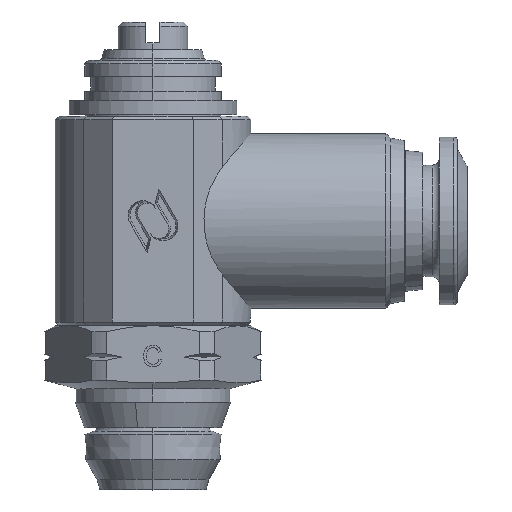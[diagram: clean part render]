
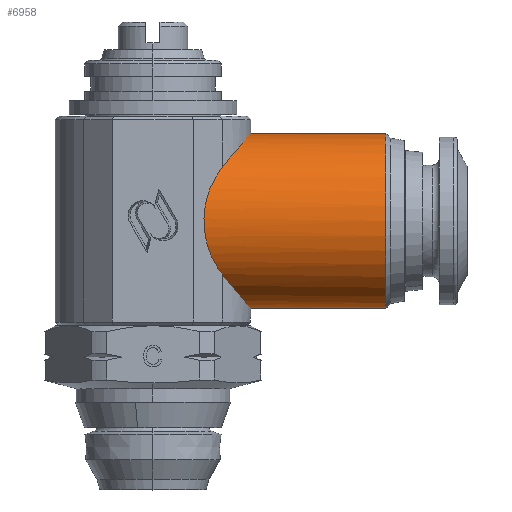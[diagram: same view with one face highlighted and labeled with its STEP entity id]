
A CAD part, top view. The second image highlights one B-rep face of the part: STEP entity #6958.
In plain terms, the highlighted cylindrical face has radius 6.25 mm (diameter 12.5 mm), a partial arc.
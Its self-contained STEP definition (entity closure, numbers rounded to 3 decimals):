
#885 = CIRCLE ( 'NONE', #3797, 6.25 ) ;
#896 = LINE ( 'NONE', #4834, #908 ) ;
#905 = LINE ( 'NONE', #4807, #907 ) ;
#907 = VECTOR ( 'NONE', #4790, 1000. ) ;
#908 = VECTOR ( 'NONE', #4829, 1000. ) ;
#1046 = FACE_OUTER_BOUND ( 'NONE', #6036, .T. ) ;
#1054 = CYLINDRICAL_SURFACE ( 'NONE', #1154, 6.25 ) ;
#1154 = AXIS2_PLACEMENT_3D ( 'NONE', #8211, #8212, #8220 ) ;
#1410 = EDGE_CURVE ( 'NONE', #6181, #6183, #885, .T. ) ;
#1423 = EDGE_CURVE ( 'NONE', #6183, #6178, #896, .T. ) ;
#1424 = EDGE_CURVE ( 'NONE', #6178, #6179, #3371, .T. ) ;
#1425 = EDGE_CURVE ( 'NONE', #6179, #6197, #3386, .T. ) ;
#1426 = EDGE_CURVE ( 'NONE', #6197, #6200, #3375, .T. ) ;
#1427 = EDGE_CURVE ( 'NONE', #6181, #6200, #905, .T. ) ;
#1913 = ORIENTED_EDGE ( 'NONE', *, *, #1410, .T. ) ;
#1914 = ORIENTED_EDGE ( 'NONE', *, *, #1423, .T. ) ;
#1915 = ORIENTED_EDGE ( 'NONE', *, *, #1424, .T. ) ;
#1916 = ORIENTED_EDGE ( 'NONE', *, *, #1425, .T. ) ;
#1917 = ORIENTED_EDGE ( 'NONE', *, *, #1426, .T. ) ;
#1918 = ORIENTED_EDGE ( 'NONE', *, *, #1427, .F. ) ;
#3371 = B_SPLINE_CURVE_WITH_KNOTS ( 'NONE', 3,
 ( #4827, #4830, #4835, #4825, #4824, #4823, #4821, #4820, #4819, #4818, #4817, #4816, #4815, #4814, #4813, #4812 ),
 .UNSPECIFIED., .F., .F.,
 ( 4, 2, 2, 2, 2, 2, 2, 4 ),
 ( 0.021, 0.022, 0.023, 0.024, 0.024, 0.025, 0.026, 0.027 ),
 .UNSPECIFIED. ) ;
#3375 = B_SPLINE_CURVE_WITH_KNOTS ( 'NONE', 3,
 ( #4811, #4810, #4806, #4805, #4804, #4803, #4802, #4801, #4800, #4799, #4798, #4797, #4795, #4794, #4793, #4792 ),
 .UNSPECIFIED., .F., .F.,
 ( 4, 2, 2, 2, 2, 2, 2, 4 ),
 ( 0.036, 0.037, 0.038, 0.039, 0.04, 0.041, 0.042, 0.043 ),
 .UNSPECIFIED. ) ;
#3386 =( BOUNDED_CURVE ( )  B_SPLINE_CURVE ( 3, ( #4828, #4826, #4809, #4808 ),
 .UNSPECIFIED., .F., .F. ) 
 B_SPLINE_CURVE_WITH_KNOTS ( ( 4, 4 ),
 ( 5.626, 6.94 ),
 .UNSPECIFIED. ) 
 CURVE ( )  GEOMETRIC_REPRESENTATION_ITEM ( )  RATIONAL_B_SPLINE_CURVE ( ( 1., 0.861, 0.861, 1. ) ) 
 REPRESENTATION_ITEM ( '' )  );
#3797 = AXIS2_PLACEMENT_3D ( 'NONE', #4863, #4862, #4861 ) ;
#4790 = DIRECTION ( 'NONE',  ( -1., 0., 0. ) ) ;
#4792 = CARTESIAN_POINT ( 'NONE',  ( 7., 13.01, 0. ) ) ;
#4793 = CARTESIAN_POINT ( 'NONE',  ( 7., 13.01, 0.259 ) ) ;
#4794 = CARTESIAN_POINT ( 'NONE',  ( 6.986, 13.026, 0.516 ) ) ;
#4795 = CARTESIAN_POINT ( 'NONE',  ( 6.929, 13.089, 1.024 ) ) ;
#4797 = CARTESIAN_POINT ( 'NONE',  ( 6.887, 13.137, 1.276 ) ) ;
#4798 = CARTESIAN_POINT ( 'NONE',  ( 6.779, 13.258, 1.761 ) ) ;
#4799 = CARTESIAN_POINT ( 'NONE',  ( 6.714, 13.332, 1.997 ) ) ;
#4800 = CARTESIAN_POINT ( 'NONE',  ( 6.56, 13.506, 2.453 ) ) ;
#4801 = CARTESIAN_POINT ( 'NONE',  ( 6.472, 13.607, 2.676 ) ) ;
#4802 = CARTESIAN_POINT ( 'NONE',  ( 6.186, 13.937, 3.31 ) ) ;
#4803 = CARTESIAN_POINT ( 'NONE',  ( 5.964, 14.195, 3.689 ) ) ;
#4804 = CARTESIAN_POINT ( 'NONE',  ( 5.599, 14.632, 4.207 ) ) ;
#4805 = CARTESIAN_POINT ( 'NONE',  ( 5.471, 14.787, 4.371 ) ) ;
#4806 = CARTESIAN_POINT ( 'NONE',  ( 5.213, 15.106, 4.675 ) ) ;
#4807 = CARTESIAN_POINT ( 'NONE',  ( 0., 13.01, 0. ) ) ;
#4808 = CARTESIAN_POINT ( 'NONE',  ( 4.95, 15.444, 4.95 ) ) ;
#4809 = CARTESIAN_POINT ( 'NONE',  ( 3.146, 17.783, 6.753 ) ) ;
#4810 = CARTESIAN_POINT ( 'NONE',  ( 5.082, 15.272, 4.817 ) ) ;
#4811 = CARTESIAN_POINT ( 'NONE',  ( 4.95, 15.444, 4.95 ) ) ;
#4812 = CARTESIAN_POINT ( 'NONE',  ( 4.95, 23.076, 4.95 ) ) ;
#4813 = CARTESIAN_POINT ( 'NONE',  ( 5.218, 23.424, 4.681 ) ) ;
#4814 = CARTESIAN_POINT ( 'NONE',  ( 5.478, 23.742, 4.379 ) ) ;
#4815 = CARTESIAN_POINT ( 'NONE',  ( 5.84, 24.177, 3.865 ) ) ;
#4816 = CARTESIAN_POINT ( 'NONE',  ( 5.957, 24.314, 3.684 ) ) ;
#4817 = CARTESIAN_POINT ( 'NONE',  ( 6.178, 24.574, 3.298 ) ) ;
#4818 = CARTESIAN_POINT ( 'NONE',  ( 6.283, 24.695, 3.095 ) ) ;
#4819 = CARTESIAN_POINT ( 'NONE',  ( 6.474, 24.915, 2.673 ) ) ;
#4820 = CARTESIAN_POINT ( 'NONE',  ( 6.56, 25.014, 2.453 ) ) ;
#4821 = CARTESIAN_POINT ( 'NONE',  ( 6.714, 25.188, 1.995 ) ) ;
#4823 = CARTESIAN_POINT ( 'NONE',  ( 6.781, 25.264, 1.755 ) ) ;
#4824 = CARTESIAN_POINT ( 'NONE',  ( 6.888, 25.385, 1.27 ) ) ;
#4825 = CARTESIAN_POINT ( 'NONE',  ( 6.93, 25.431, 1.022 ) ) ;
#4826 = CARTESIAN_POINT ( 'NONE',  ( 3.146, 20.737, 6.753 ) ) ;
#4827 = CARTESIAN_POINT ( 'NONE',  ( 7., 25.51, 0. ) ) ;
#4828 = CARTESIAN_POINT ( 'NONE',  ( 4.95, 23.076, 4.95 ) ) ;
#4829 = DIRECTION ( 'NONE',  ( -1., 0., 0. ) ) ;
#4830 = CARTESIAN_POINT ( 'NONE',  ( 7., 25.51, 0.255 ) ) ;
#4834 = CARTESIAN_POINT ( 'NONE',  ( 0., 25.51, 0. ) ) ;
#4835 = CARTESIAN_POINT ( 'NONE',  ( 6.986, 25.494, 0.515 ) ) ;
#4861 = DIRECTION ( 'NONE',  ( 0., -1., 0. ) ) ;
#4862 = DIRECTION ( 'NONE',  ( -1., 0., 0. ) ) ;
#4863 = CARTESIAN_POINT ( 'NONE',  ( 16.676, 19.26, 0. ) ) ;
#5532 = CARTESIAN_POINT ( 'NONE',  ( 16.676, 25.51, 0. ) ) ;
#5563 = CARTESIAN_POINT ( 'NONE',  ( 7., 25.51, 0. ) ) ;
#5564 = CARTESIAN_POINT ( 'NONE',  ( 4.95, 23.076, 4.95 ) ) ;
#5565 = CARTESIAN_POINT ( 'NONE',  ( 16.676, 13.01, 0. ) ) ;
#5578 = CARTESIAN_POINT ( 'NONE',  ( 4.95, 15.444, 4.95 ) ) ;
#5581 = CARTESIAN_POINT ( 'NONE',  ( 7., 13.01, 0. ) ) ;
#6036 = EDGE_LOOP ( 'NONE', ( #1913, #1914, #1915, #1916, #1917, #1918 ) ) ;
#6178 = VERTEX_POINT ( 'NONE', #5563 ) ;
#6179 = VERTEX_POINT ( 'NONE', #5564 ) ;
#6181 = VERTEX_POINT ( 'NONE', #5565 ) ;
#6183 = VERTEX_POINT ( 'NONE', #5532 ) ;
#6197 = VERTEX_POINT ( 'NONE', #5578 ) ;
#6200 = VERTEX_POINT ( 'NONE', #5581 ) ;
#6958 = ADVANCED_FACE ( 'NONE', ( #1046 ), #1054, .T. ) ;
#8211 = CARTESIAN_POINT ( 'NONE',  ( 0., 19.26, 0. ) ) ;
#8212 = DIRECTION ( 'NONE',  ( -1., 0., 0. ) ) ;
#8220 = DIRECTION ( 'NONE',  ( 0., -1., 0. ) ) ;
